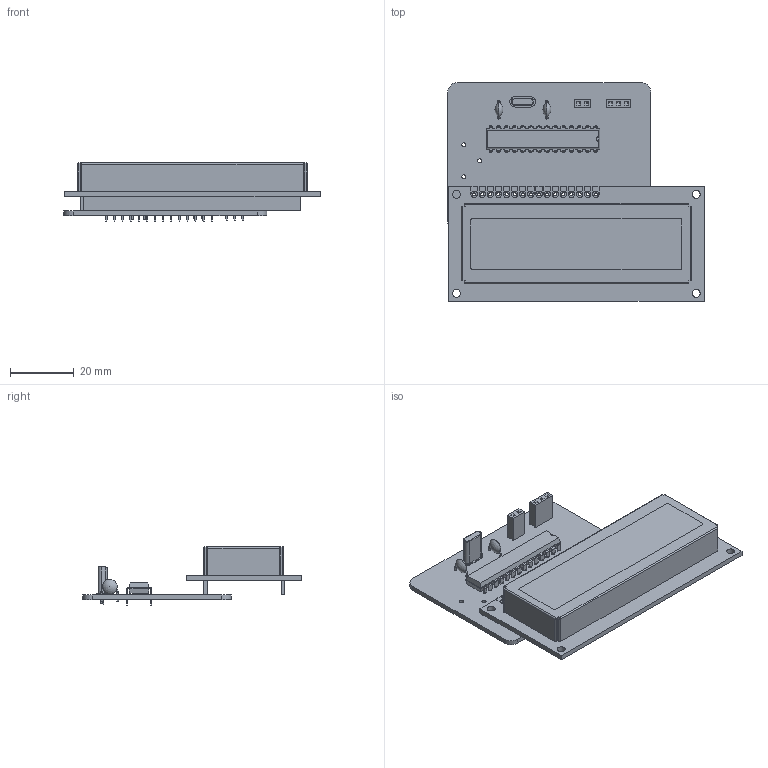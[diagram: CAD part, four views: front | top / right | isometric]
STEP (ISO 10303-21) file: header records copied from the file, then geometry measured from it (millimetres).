
FILE_DESCRIPTION(('KiCad electronic assembly'),'2;1');
FILE_NAME('control_station.step','2025-06-20T11:04:20',('Pcbnew'),( 'Kicad'),'Open CASCADE STEP processor 7.8','KiCad to STEP converter' ,'Unknown');
FILE_SCHEMA(('AUTOMOTIVE_DESIGN { 1 0 10303 214 1 1 1 1 }'));
Length unit declared in the file: millimetre
Products named in the file (8): control_station 1; C_Disc_D4.7mm_W2.5mm_P5.00mm; Crystal_HC52-U_Vertical; PinSocket_1x03_P2.54mm_Vertical; WC1602A; PinSocket_1x02_P2.54mm_Vertical; DIP-28_W7.62mm; control_station_PCB
Assembly tree (8 placements, depth 2):
  control_station 1
    C_Disc_D4.7mm_W2.5mm_P5.00mm  x2
    Crystal_HC52-U_Vertical
    PinSocket_1x03_P2.54mm_Vertical
    WC1602A
    PinSocket_1x02_P2.54mm_Vertical
    DIP-28_W7.62mm
    control_station_PCB
Bounding box: 80.22 x 68.5 x 18.3 mm (x, y, z)
Volume: 26966 mm3; surface area: 17382.6 mm2
Topology: 8 solids, 8 shells, 962 faces, 2548 edges, 1598 vertices
Faces by surface type: plane 687, cylinder 221, bspline 40, sphere 6, revolution 4, torus 4
Full cylindrical faces by diameter (mm): 0.5 x10, 0.8 x34, 1 x21, 1.2 x16, 1.3 x3, 2.5 x4
Entity records: 36685 total; most frequent: CARTESIAN_POINT 5693, ORIENTED_EDGE 5038, DIRECTION 4787, EDGE_CURVE 2519, LINE 2045, VECTOR 2045, VERTEX_POINT 1583, AXIS2_PLACEMENT_3D 1370
